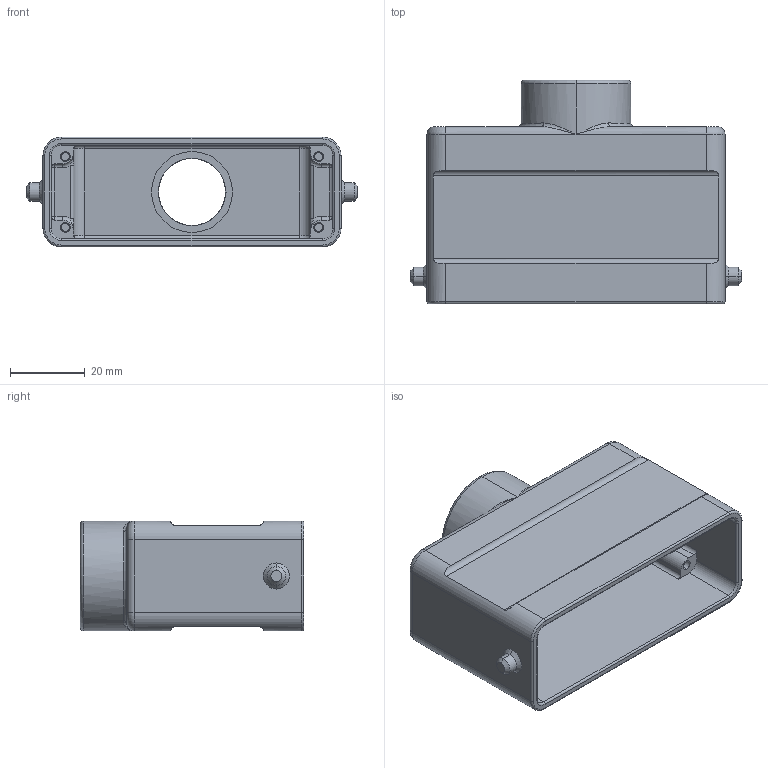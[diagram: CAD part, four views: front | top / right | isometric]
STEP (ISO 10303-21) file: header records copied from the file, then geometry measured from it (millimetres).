
FILE_DESCRIPTION (( 'STEP AP203' ), '1' );
FILE_NAME ('FH16AH01-TM200GY0 H16A-TE-2B-M20-REF（渲染）.step', '2026-02-09T01:48:37', ( '' ), ( '' ), 'SwSTEP 2.0', 'SolidWorks 2021', '' );
FILE_SCHEMA (( 'CONFIG_CONTROL_DESIGN' ));
Products named in the file (1): FH16AH01-TM200GY0 H16A-TE-2B-M20-REF（渲染）
Bounding box: 89 x 60 x 29.5 mm (x, y, z)
Volume: 29085 mm3; surface area: 25644.9 mm2
Topology: 1 solids, 1 shells, 368 faces, 1002 edges, 632 vertices
Faces by surface type: cylinder 262, plane 43, bspline 27, torus 24, cone 8, sphere 4
Entity records: 24906 total; most frequent: CARTESIAN_POINT 16938, ORIENTED_EDGE 1980, DIRECTION 1373, EDGE_CURVE 990, VERTEX_POINT 632, AXIS2_PLACEMENT_3D 504, EDGE_LOOP 378, ADVANCED_FACE 368
